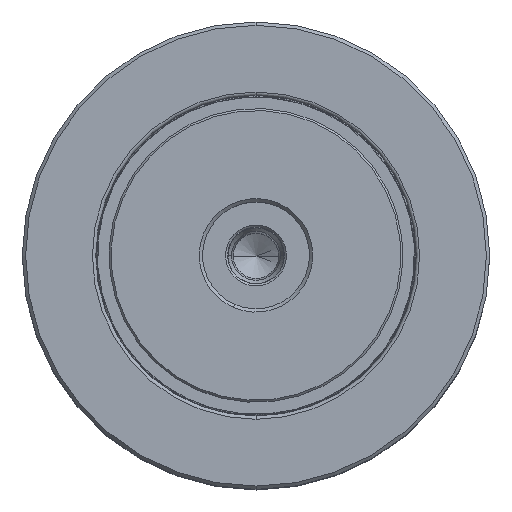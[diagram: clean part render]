
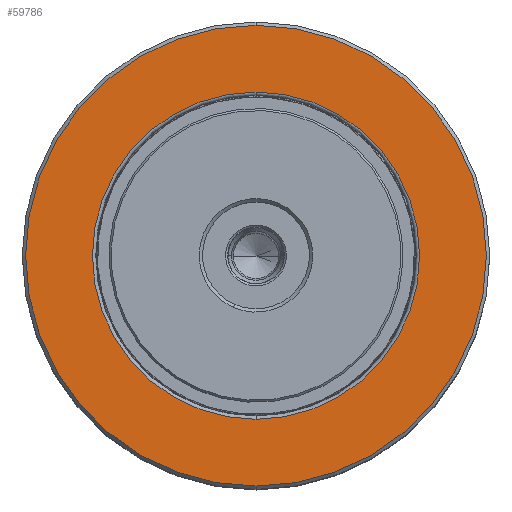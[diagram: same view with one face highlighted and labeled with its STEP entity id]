
A CAD part, top view. The second image highlights one B-rep face of the part: STEP entity #59786.
In plain terms, the highlighted face is planar.
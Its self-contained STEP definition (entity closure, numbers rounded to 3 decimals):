
#99 = EDGE_CURVE ( 'NONE', #53177, #54669, #58389, .T. ) ;
#5072 = DIRECTION ( 'NONE',  ( 0., 0., -1. ) ) ;
#8184 = EDGE_LOOP ( 'NONE', ( #39717, #21600 ) ) ;
#10162 = CARTESIAN_POINT ( 'NONE',  ( 0., 45.687, 0. ) ) ;
#12242 = VERTEX_POINT ( 'NONE', #14615 ) ;
#14615 = CARTESIAN_POINT ( 'NONE',  ( 0., 45.687, -24.5 ) ) ;
#17310 = DIRECTION ( 'NONE',  ( 0., 1., 0. ) ) ;
#19544 = CARTESIAN_POINT ( 'NONE',  ( 0., 45.687, 0. ) ) ;
#19549 = DIRECTION ( 'NONE',  ( 0., 0., -1. ) ) ;
#19970 = DIRECTION ( 'NONE',  ( 0., -1., 0. ) ) ;
#21081 = AXIS2_PLACEMENT_3D ( 'NONE', #50339, #17310, #26310 ) ;
#21600 = ORIENTED_EDGE ( 'NONE', *, *, #99, .F. ) ;
#22668 = EDGE_CURVE ( 'NONE', #12242, #47891, #50334, .T. ) ;
#24888 = ORIENTED_EDGE ( 'NONE', *, *, #22668, .T. ) ;
#25929 = CARTESIAN_POINT ( 'NONE',  ( 0., 45.687, 0. ) ) ;
#26310 = DIRECTION ( 'NONE',  ( 0., 0., 1. ) ) ;
#31757 = PLANE ( 'NONE',  #21081 ) ;
#32505 = CARTESIAN_POINT ( 'NONE',  ( 0., 45.687, -34.5 ) ) ;
#33608 = AXIS2_PLACEMENT_3D ( 'NONE', #10162, #19970, #19549 ) ;
#34436 = AXIS2_PLACEMENT_3D ( 'NONE', #47030, #41745, #42327 ) ;
#36060 = AXIS2_PLACEMENT_3D ( 'NONE', #19544, #56886, #5072 ) ;
#39717 = ORIENTED_EDGE ( 'NONE', *, *, #43092, .F. ) ;
#39956 = DIRECTION ( 'NONE',  ( 0., -1., 0. ) ) ;
#40004 = CIRCLE ( 'NONE', #34436, 24.5 ) ;
#40625 = EDGE_CURVE ( 'NONE', #47891, #12242, #40004, .T. ) ;
#41745 = DIRECTION ( 'NONE',  ( 0., -1., 0. ) ) ;
#42327 = DIRECTION ( 'NONE',  ( 0., 0., -1. ) ) ;
#43092 = EDGE_CURVE ( 'NONE', #54669, #53177, #44934, .T. ) ;
#44934 = CIRCLE ( 'NONE', #36060, 34.5 ) ;
#47030 = CARTESIAN_POINT ( 'NONE',  ( 0., 45.687, 0. ) ) ;
#47891 = VERTEX_POINT ( 'NONE', #60128 ) ;
#49919 = FACE_OUTER_BOUND ( 'NONE', #8184, .T. ) ;
#50334 = CIRCLE ( 'NONE', #33608, 24.5 ) ;
#50339 = CARTESIAN_POINT ( 'NONE',  ( 34.5, 45.687, 0. ) ) ;
#52560 = CARTESIAN_POINT ( 'NONE',  ( 0., 45.687, 34.5 ) ) ;
#52654 = ORIENTED_EDGE ( 'NONE', *, *, #40625, .T. ) ;
#52841 = EDGE_LOOP ( 'NONE', ( #24888, #52654 ) ) ;
#53177 = VERTEX_POINT ( 'NONE', #52560 ) ;
#53641 = DIRECTION ( 'NONE',  ( 0., 0., -1. ) ) ;
#54669 = VERTEX_POINT ( 'NONE', #32505 ) ;
#56886 = DIRECTION ( 'NONE',  ( 0., -1., 0. ) ) ;
#58389 = CIRCLE ( 'NONE', #60258, 34.5 ) ;
#59786 = ADVANCED_FACE ( 'NONE', ( #60158, #49919 ), #31757, .T. ) ;
#60128 = CARTESIAN_POINT ( 'NONE',  ( 0., 45.687, 24.5 ) ) ;
#60158 = FACE_BOUND ( 'NONE', #52841, .T. ) ;
#60258 = AXIS2_PLACEMENT_3D ( 'NONE', #25929, #39956, #53641 ) ;
